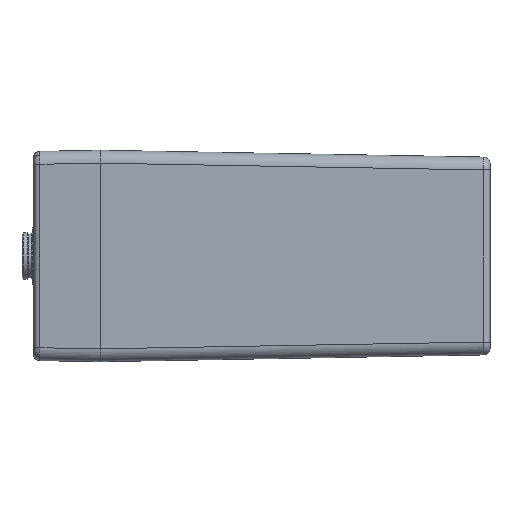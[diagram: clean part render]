
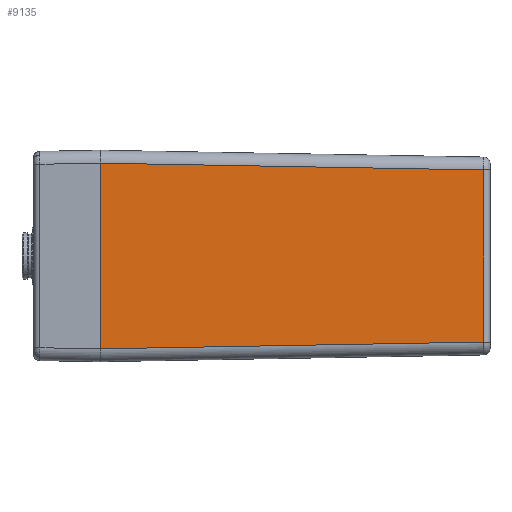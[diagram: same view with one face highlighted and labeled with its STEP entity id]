
A CAD part, left-side view. The second image highlights one B-rep face of the part: STEP entity #9135.
In plain terms, the highlighted planar face has unit normal (-1, -0.018, 0).
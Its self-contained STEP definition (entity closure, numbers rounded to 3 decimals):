
#379 = CARTESIAN_POINT ( 'NONE',  ( -56.75, -183.388, 36.72 ) ) ;
#461 = VERTEX_POINT ( 'NONE', #2620 ) ;
#1553 = PLANE ( 'NONE',  #12286 ) ;
#1605 = CARTESIAN_POINT ( 'NONE',  ( -60., 0., 36.001 ) ) ;
#2066 = B_SPLINE_CURVE_WITH_KNOTS ( 'NONE', 3,
 ( #6258, #11098, #13607, #14634 ),
 .UNSPECIFIED., .F., .F.,
 ( 4, 4 ),
 ( 0., 1. ),
 .UNSPECIFIED. ) ;
#2620 = CARTESIAN_POINT ( 'NONE',  ( -60., 0., 36.001 ) ) ;
#2879 = VERTEX_POINT ( 'NONE', #5925 ) ;
#3064 = CARTESIAN_POINT ( 'NONE',  ( -57.366, -148.597, 0. ) ) ;
#3476 = CARTESIAN_POINT ( 'NONE',  ( -57.366, -148.597, -33.367 ) ) ;
#4089 = DIRECTION ( 'NONE',  ( 0., 0., -1. ) ) ;
#4967 = ORIENTED_EDGE ( 'NONE', *, *, #8234, .F. ) ;
#5301 = DIRECTION ( 'NONE',  ( -1., -0.018, 0. ) ) ;
#5424 = EDGE_CURVE ( 'NONE', #15375, #461, #5929, .T. ) ;
#5593 = CARTESIAN_POINT ( 'NONE',  ( -57.366, -148.597, -33.367 ) ) ;
#5676 = EDGE_LOOP ( 'NONE', ( #13953, #8138, #4967, #10585 ) ) ;
#5925 = CARTESIAN_POINT ( 'NONE',  ( -60., 0., -36.001 ) ) ;
#5929 = B_SPLINE_CURVE_WITH_KNOTS ( 'NONE', 3,
 ( #8921, #6287, #11048, #1605 ),
 .UNSPECIFIED., .F., .F.,
 ( 4, 4 ),
 ( 0., 1. ),
 .UNSPECIFIED. ) ;
#6242 = CARTESIAN_POINT ( 'NONE',  ( -57.366, -148.597, 33.367 ) ) ;
#6258 = CARTESIAN_POINT ( 'NONE',  ( -60., 0., -36.001 ) ) ;
#6287 = CARTESIAN_POINT ( 'NONE',  ( -58.244, -99.065, 34.245 ) ) ;
#8138 = ORIENTED_EDGE ( 'NONE', *, *, #5424, .T. ) ;
#8234 = EDGE_CURVE ( 'NONE', #2879, #461, #2066, .T. ) ;
#8850 = LINE ( 'NONE', #3064, #12581 ) ;
#8921 = CARTESIAN_POINT ( 'NONE',  ( -57.366, -148.597, 33.367 ) ) ;
#9135 = ADVANCED_FACE ( 'NONE', ( #12256 ), #1553, .T. ) ;
#10448 = CARTESIAN_POINT ( 'NONE',  ( -60., 0., -36.001 ) ) ;
#10585 = ORIENTED_EDGE ( 'NONE', *, *, #12202, .T. ) ;
#11048 = CARTESIAN_POINT ( 'NONE',  ( -59.122, -49.532, 35.123 ) ) ;
#11098 = CARTESIAN_POINT ( 'NONE',  ( -60., 0., -12. ) ) ;
#11766 = B_SPLINE_CURVE_WITH_KNOTS ( 'NONE', 3,
 ( #10448, #15391, #15316, #3476 ),
 .UNSPECIFIED., .F., .F.,
 ( 4, 4 ),
 ( 0., 1. ),
 .UNSPECIFIED. ) ;
#12202 = EDGE_CURVE ( 'NONE', #2879, #12392, #11766, .T. ) ;
#12256 = FACE_OUTER_BOUND ( 'NONE', #5676, .T. ) ;
#12286 = AXIS2_PLACEMENT_3D ( 'NONE', #379, #5301, #13430 ) ;
#12392 = VERTEX_POINT ( 'NONE', #5593 ) ;
#12581 = VECTOR ( 'NONE', #4089, 1000. ) ;
#12582 = EDGE_CURVE ( 'NONE', #15375, #12392, #8850, .T. ) ;
#13430 = DIRECTION ( 'NONE',  ( -0.018, 1., 0. ) ) ;
#13607 = CARTESIAN_POINT ( 'NONE',  ( -60., 0., 12. ) ) ;
#13953 = ORIENTED_EDGE ( 'NONE', *, *, #12582, .F. ) ;
#14634 = CARTESIAN_POINT ( 'NONE',  ( -60., 0., 36.001 ) ) ;
#15316 = CARTESIAN_POINT ( 'NONE',  ( -58.244, -99.065, -34.245 ) ) ;
#15375 = VERTEX_POINT ( 'NONE', #6242 ) ;
#15391 = CARTESIAN_POINT ( 'NONE',  ( -59.122, -49.532, -35.123 ) ) ;
